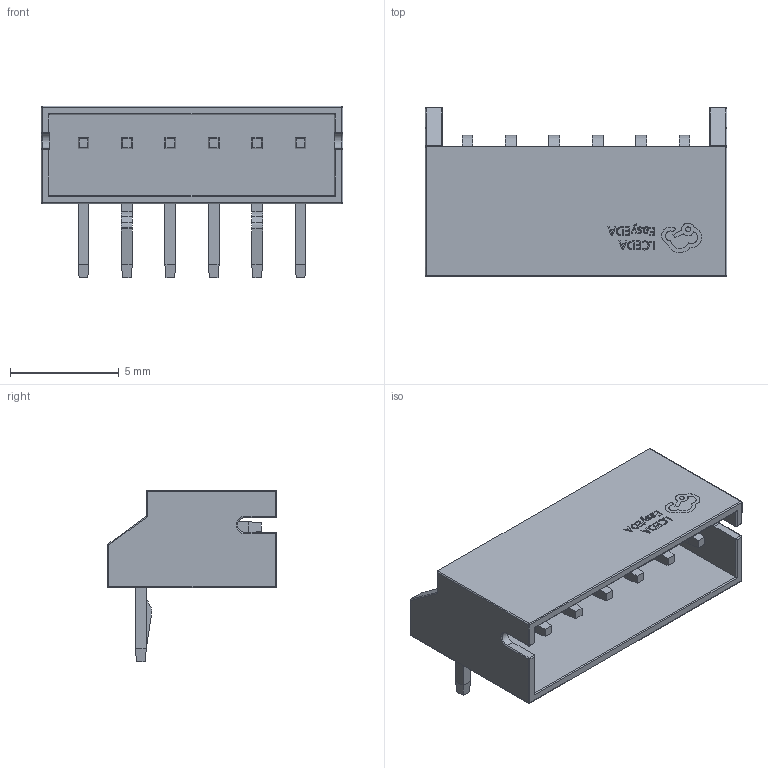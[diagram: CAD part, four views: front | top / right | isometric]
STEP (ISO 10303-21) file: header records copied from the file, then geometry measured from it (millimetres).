
FILE_DESCRIPTION (( 'STEP AP214' ), '1' );
FILE_NAME ('CONN-TH_6P-P2.00_S6B-PH-K-S-LF-SN.step', '2022-08-02T14:21:26', ( '' ), ( '' ), 'SwSTEP 2.0', 'SolidWorks 2020', '' );
FILE_SCHEMA (( 'AUTOMOTIVE_DESIGN' ));
Length unit declared in the file: millimetre
Products named in the file (1): CONN-TH_6P-P2.00_S6B-PH-K-S-LF-SN
Bounding box: 13.9 x 7.79 x 7.9 mm (x, y, z)
Volume: 171.2 mm3; surface area: 652.5 mm2
Topology: 14 solids, 14 shells, 511 faces, 1279 edges, 796 vertices
Faces by surface type: plane 295, bspline 100, cylinder 93, sphere 16, torus 7
Entity records: 18111 total; most frequent: CARTESIAN_POINT 4017, ORIENTED_EDGE 2534, DIRECTION 1978, EDGE_CURVE 1267, VECTOR 904, LINE 904, VERTEX_POINT 796, AXIS2_PLACEMENT_3D 537
